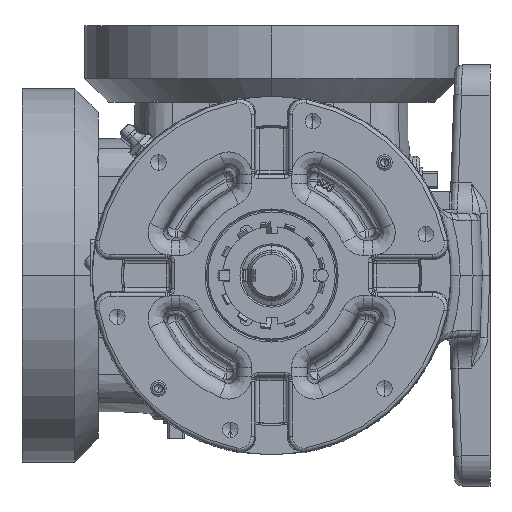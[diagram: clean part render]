
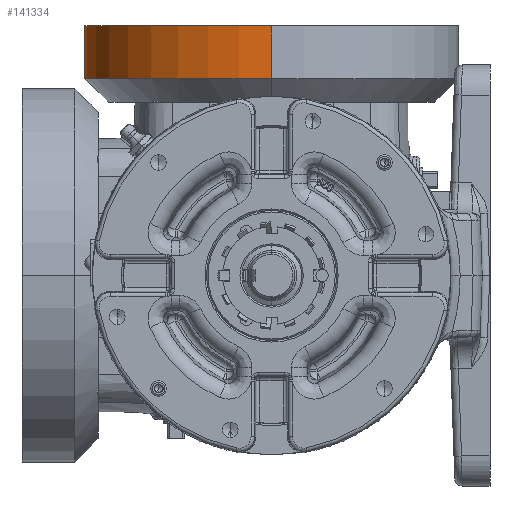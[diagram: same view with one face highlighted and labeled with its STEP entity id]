
A CAD part, left-side view. The second image highlights one B-rep face of the part: STEP entity #141334.
In plain terms, the highlighted cylindrical face has radius 76.2 mm (diameter 152.4 mm), a partial arc.
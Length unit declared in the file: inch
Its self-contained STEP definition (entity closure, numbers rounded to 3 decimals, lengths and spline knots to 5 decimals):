
#3182 = CARTESIAN_POINT ( 'NONE',  ( -1.165, 0., 3.155 ) ) ;
#11642 = FACE_OUTER_BOUND ( 'NONE', #175021, .T. ) ;
#13803 = VERTEX_POINT ( 'NONE', #3182 ) ;
#14600 = CIRCLE ( 'NONE', #205797, 3. ) ;
#41452 = EDGE_CURVE ( 'NONE', #162126, #42078, #14600, .T. ) ;
#41614 = CARTESIAN_POINT ( 'NONE',  ( -1.165, 0., 4. ) ) ;
#42078 = VERTEX_POINT ( 'NONE', #215842 ) ;
#46096 = ORIENTED_EDGE ( 'NONE', *, *, #41452, .T. ) ;
#47335 = DIRECTION ( 'NONE',  ( 0., 0., -1. ) ) ;
#58006 = VERTEX_POINT ( 'NONE', #221950 ) ;
#63513 = DIRECTION ( 'NONE',  ( -1., 0., 0. ) ) ;
#74571 = LINE ( 'NONE', #250159, #231953 ) ;
#77095 = DIRECTION ( 'NONE',  ( 0., 0., -1. ) ) ;
#77739 = CARTESIAN_POINT ( 'NONE',  ( 4.835, 0., 1.3954 ) ) ;
#79920 = CIRCLE ( 'NONE', #132601, 3. ) ;
#92049 = DIRECTION ( 'NONE',  ( -1., 0., 0. ) ) ;
#94721 = VECTOR ( 'NONE', #175636, 39.37008 ) ;
#95484 = LINE ( 'NONE', #77739, #94721 ) ;
#107165 = DIRECTION ( 'NONE',  ( -1., 0., 0. ) ) ;
#108381 = CARTESIAN_POINT ( 'NONE',  ( 1.835, 0., 1.3954 ) ) ;
#127725 = CARTESIAN_POINT ( 'NONE',  ( 1.835, 0., 4. ) ) ;
#132601 = AXIS2_PLACEMENT_3D ( 'NONE', #179206, #177973, #63513 ) ;
#139987 = AXIS2_PLACEMENT_3D ( 'NONE', #108381, #47335, #107165 ) ;
#141334 = ADVANCED_FACE ( 'NONE', ( #11642 ), #242065, .T. ) ;
#154798 = EDGE_CURVE ( 'NONE', #42078, #58006, #95484, .T. ) ;
#158404 = EDGE_CURVE ( 'NONE', #13803, #58006, #79920, .T. ) ;
#162126 = VERTEX_POINT ( 'NONE', #41614 ) ;
#171540 = ORIENTED_EDGE ( 'NONE', *, *, #154798, .T. ) ;
#175021 = EDGE_LOOP ( 'NONE', ( #46096, #171540, #246783, #231758 ) ) ;
#175636 = DIRECTION ( 'NONE',  ( 0., 0., -1. ) ) ;
#177973 = DIRECTION ( 'NONE',  ( 0., 0., -1. ) ) ;
#179206 = CARTESIAN_POINT ( 'NONE',  ( 1.835, 0., 3.155 ) ) ;
#205438 = DIRECTION ( 'NONE',  ( 0., 0., -1. ) ) ;
#205797 = AXIS2_PLACEMENT_3D ( 'NONE', #127725, #205438, #92049 ) ;
#215842 = CARTESIAN_POINT ( 'NONE',  ( 4.835, 0., 4. ) ) ;
#221950 = CARTESIAN_POINT ( 'NONE',  ( 4.835, 0., 3.155 ) ) ;
#231758 = ORIENTED_EDGE ( 'NONE', *, *, #248228, .F. ) ;
#231953 = VECTOR ( 'NONE', #77095, 39.37008 ) ;
#242065 = CYLINDRICAL_SURFACE ( 'NONE', #139987, 3. ) ;
#246783 = ORIENTED_EDGE ( 'NONE', *, *, #158404, .F. ) ;
#248228 = EDGE_CURVE ( 'NONE', #162126, #13803, #74571, .T. ) ;
#250159 = CARTESIAN_POINT ( 'NONE',  ( -1.165, 0., 1.3954 ) ) ;
